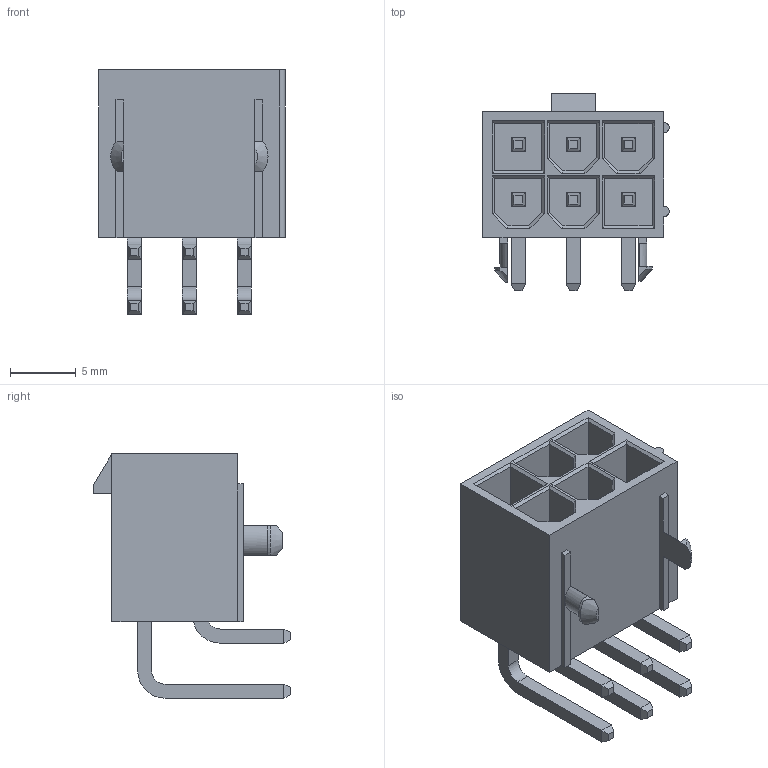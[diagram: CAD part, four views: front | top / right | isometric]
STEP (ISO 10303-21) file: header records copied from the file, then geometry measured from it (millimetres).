
FILE_DESCRIPTION((''),'2;1');
FILE_NAME('455580003','2014-04-28T',('Me'),(''),'PRO/ENGINEER BY PARAMETRIC TECHNOLOGY CORPORATION, 2011490','PRO/ENGINEER BY PARAMETRIC TECHNOLOGY CORPORATION, 2011490','');
FILE_SCHEMA(('CONFIG_CONTROL_DESIGN'));
Length unit declared in the file: millimetre
Products named in the file (1): 455580003
Bounding box: 14.2 x 15.01 x 18.64 mm (x, y, z)
Volume: 1160.6 mm3; surface area: 2089.5 mm2
Topology: 1 solids, 1 shells, 244 faces, 600 edges, 378 vertices
Faces by surface type: plane 224, cylinder 18, cone 2
Entity records: 7029 total; most frequent: CARTESIAN_POINT 1239, ORIENTED_EDGE 1164, DIRECTION 1144, EDGE_CURVE 582, VECTOR 530, LINE 530, VERTEX_POINT 358, AXIS2_PLACEMENT_3D 307
